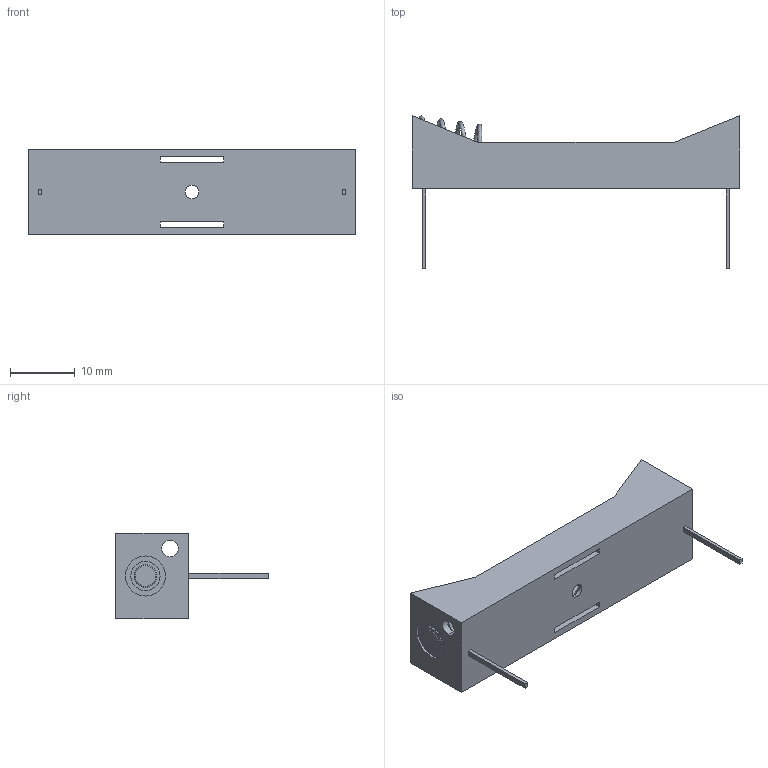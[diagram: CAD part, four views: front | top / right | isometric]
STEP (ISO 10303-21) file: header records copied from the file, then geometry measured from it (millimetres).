
FILE_DESCRIPTION (( 'STEP AP214' ), '1' );
FILE_NAME ('BCAAAPC.STEP', '2019-11-20T13:36:53', ( '' ), ( '' ), 'SwSTEP 2.0', 'SolidWorks 2017', '' );
FILE_SCHEMA (( 'AUTOMOTIVE_DESIGN' ));
Length unit declared in the file: millimetre
Products named in the file (1): BCAAAPC
Bounding box: 50.5 x 23.5 x 13.18 mm (x, y, z)
Volume: 1979.2 mm3; surface area: 3721.1 mm2
Topology: 3 solids, 3 shells, 151 faces, 373 edges, 238 vertices
Faces by surface type: plane 85, cylinder 38, torus 22, bspline 4, cone 2
Entity records: 6158 total; most frequent: CARTESIAN_POINT 2440, DIRECTION 778, ORIENTED_EDGE 742, EDGE_CURVE 371, AXIS2_PLACEMENT_3D 279, VERTEX_POINT 237, LINE 220, VECTOR 220
